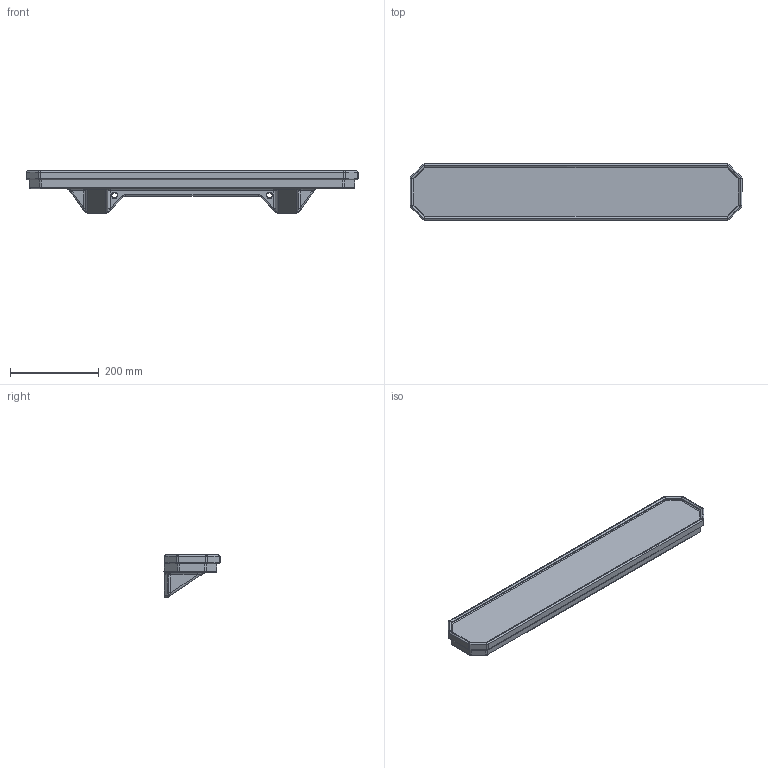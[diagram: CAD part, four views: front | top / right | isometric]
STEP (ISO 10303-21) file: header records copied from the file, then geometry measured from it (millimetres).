
FILE_DESCRIPTION((''),'2;1');
FILE_NAME('89275.stp','2008-01-03T11:30:38',('Huebner'),(''),'Autodesk Inventor 11','Autodesk Inventor 11','');
FILE_SCHEMA(('AUTOMOTIVE_DESIGN { 1 0 10303 214 1 1 1 1 }'));
Length unit declared in the file: millimetre
Products named in the file (2): 89275
Assembly tree (1 placements, depth 2):
  89275
    89275
Bounding box: 750 x 126.55 x 95 mm (x, y, z)
Volume: 3384047.3 mm3; surface area: 289105.7 mm2
Topology: 1 solids, 1 shells, 197 faces, 470 edges, 270 vertices
Faces by surface type: cylinder 92, bspline 58, plane 43, torus 4
Full cylindrical faces by diameter (mm): 12 x2
Entity records: 8470 total; most frequent: CARTESIAN_POINT 4041, DIRECTION 930, ORIENTED_EDGE 920, EDGE_CURVE 460, AXIS2_PLACEMENT_3D 364, VERTEX_POINT 270, EDGE_LOOP 206, VECTOR 202
